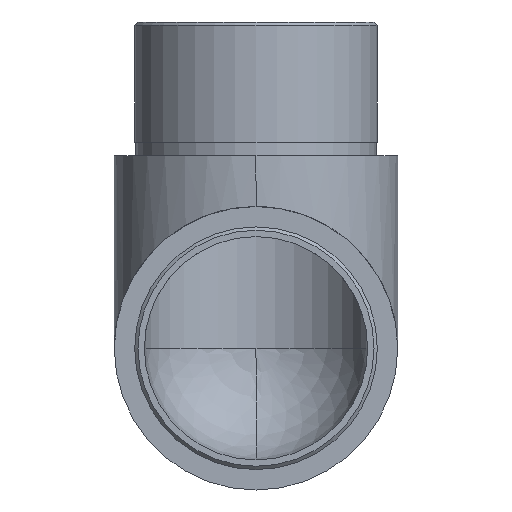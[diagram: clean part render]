
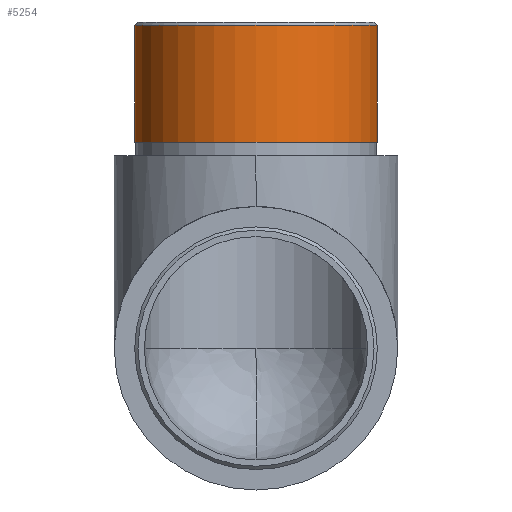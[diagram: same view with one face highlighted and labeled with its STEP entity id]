
A CAD part, front view. The second image highlights one B-rep face of the part: STEP entity #5254.
In plain terms, the highlighted cylindrical face has radius 18.15 mm (diameter 36.3 mm), a full revolution.
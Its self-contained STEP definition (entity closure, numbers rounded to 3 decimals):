
#121 = CARTESIAN_POINT ( 'NONE',  ( 18.15, 28.8, 52. ) ) ;
#202 = CARTESIAN_POINT ( 'NONE',  ( 18.15, 28.8, 69.5 ) ) ;
#859 = DIRECTION ( 'NONE',  ( 0., 0., -1. ) ) ;
#1321 = CIRCLE ( 'NONE', #5635, 18.15 ) ;
#2631 = ORIENTED_EDGE ( 'NONE', *, *, #8873, .T. ) ;
#2710 = FACE_OUTER_BOUND ( 'NONE', #3511, .T. ) ;
#2798 = VERTEX_POINT ( 'NONE', #202 ) ;
#3511 = EDGE_LOOP ( 'NONE', ( #11217 ) ) ;
#5254 = ADVANCED_FACE ( 'NONE', ( #6415, #2710 ), #8902, .T. ) ;
#5635 = AXIS2_PLACEMENT_3D ( 'NONE', #5799, #11454, #7605 ) ;
#5799 = CARTESIAN_POINT ( 'NONE',  ( 0., 28.8, 52. ) ) ;
#6039 = CARTESIAN_POINT ( 'NONE',  ( 0., 28.8, 70. ) ) ;
#6108 = EDGE_LOOP ( 'NONE', ( #2631 ) ) ;
#6336 = VERTEX_POINT ( 'NONE', #121 ) ;
#6415 = FACE_OUTER_BOUND ( 'NONE', #6108, .T. ) ;
#6684 = EDGE_CURVE ( 'NONE', #6336, #6336, #1321, .T. ) ;
#7546 = CIRCLE ( 'NONE', #9415, 18.15 ) ;
#7605 = DIRECTION ( 'NONE',  ( 1., 0., 0. ) ) ;
#8869 = DIRECTION ( 'NONE',  ( 0., 0., -1. ) ) ;
#8873 = EDGE_CURVE ( 'NONE', #2798, #2798, #7546, .T. ) ;
#8902 = CYLINDRICAL_SURFACE ( 'NONE', #10728, 18.15 ) ;
#9415 = AXIS2_PLACEMENT_3D ( 'NONE', #11162, #859, #11296 ) ;
#10703 = DIRECTION ( 'NONE',  ( -1., 0., 0. ) ) ;
#10728 = AXIS2_PLACEMENT_3D ( 'NONE', #6039, #8869, #10703 ) ;
#11162 = CARTESIAN_POINT ( 'NONE',  ( 0., 28.8, 69.5 ) ) ;
#11217 = ORIENTED_EDGE ( 'NONE', *, *, #6684, .T. ) ;
#11296 = DIRECTION ( 'NONE',  ( 1., 0., 0. ) ) ;
#11454 = DIRECTION ( 'NONE',  ( 0., 0., 1. ) ) ;
